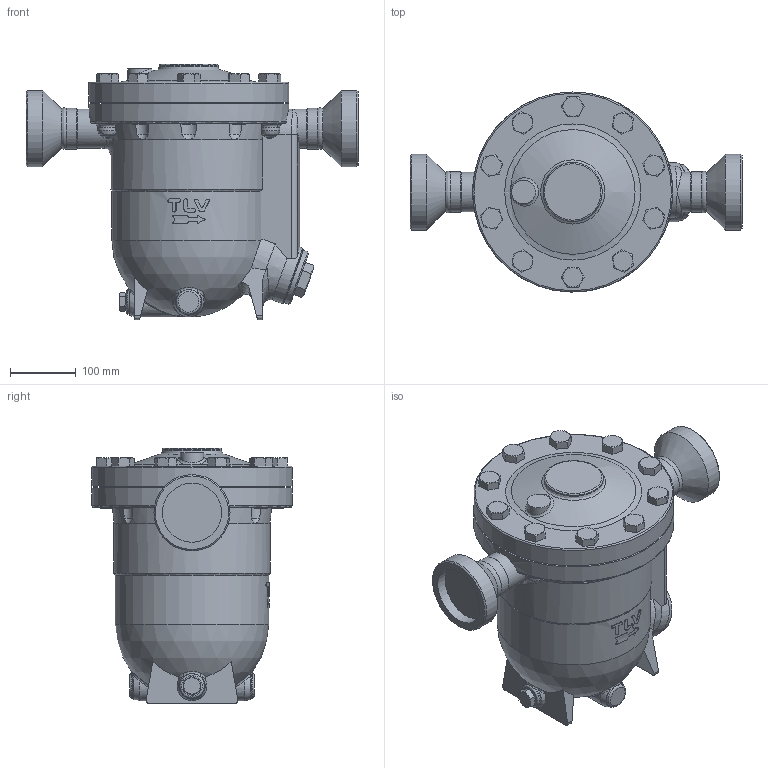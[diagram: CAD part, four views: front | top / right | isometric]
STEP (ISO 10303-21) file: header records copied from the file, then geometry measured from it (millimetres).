
FILE_DESCRIPTION((''),'2;1');
FILE_NAME('j75rx-080-sw000-00.stp','2010-09-14T14:13:49',('nakaot'),(''),'Autodesk Inventor 2008','Autodesk Inventor 2008','');
FILE_SCHEMA(('AUTOMOTIVE_DESIGN { 1 0 10303 214 1 1 1 1 }'));
Length unit declared in the file: millimetre
Products named in the file (1): j75rx-080-sw000-00
Bounding box: 506 x 305 x 389 mm (x, y, z)
Volume: 18734431.5 mm3; surface area: 638904.2 mm2
Topology: 2 solids, 2 shells, 412 faces, 1012 edges, 631 vertices
Faces by surface type: plane 153, bspline 101, cone 92, cylinder 59, torus 5, sphere 2
Full cylindrical faces by diameter (mm): 20 x16, 21 x1, 60 x2, 62 x2, 83 x1, 85 x1, 90 x3, 116 x1, 235 x1, 305 x2
Entity records: 26467 total; most frequent: CARTESIAN_POINT 18205, ORIENTED_EDGE 1810, DIRECTION 1470, EDGE_CURVE 905, AXIS2_PLACEMENT_3D 617, VERTEX_POINT 601, EDGE_LOOP 536, FACE_OUTER_BOUND 411
